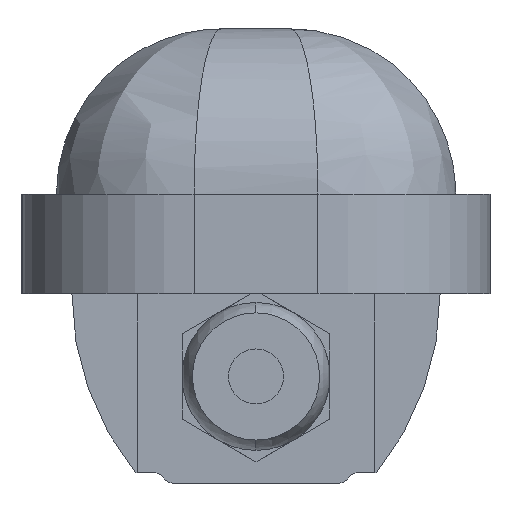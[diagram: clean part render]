
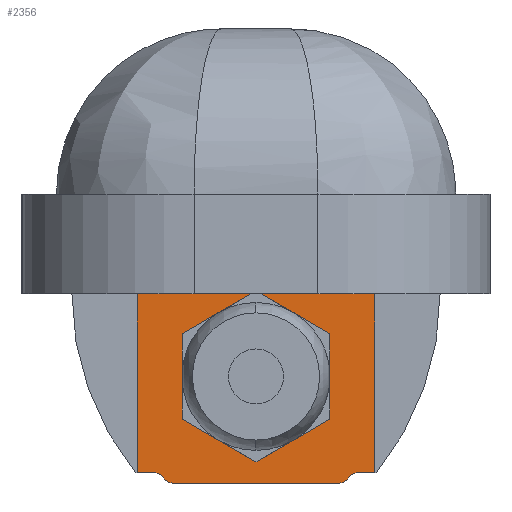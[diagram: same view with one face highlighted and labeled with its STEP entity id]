
A CAD part, left-side view. The second image highlights one B-rep face of the part: STEP entity #2356.
In plain terms, the highlighted planar face has unit normal (-1, 0, 0).
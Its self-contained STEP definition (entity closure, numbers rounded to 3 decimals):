
#23 = DIRECTION ( 'NONE',  ( -1., 0., 0. ) ) ;
#35 = CARTESIAN_POINT ( 'NONE',  ( -532., 10.75, -25.457 ) ) ;
#46 = DIRECTION ( 'NONE',  ( 0., -0.866, -0.5 ) ) ;
#52 = CARTESIAN_POINT ( 'NONE',  ( -532., 26.75, -7.25 ) ) ;
#101 = DIRECTION ( 'NONE',  ( 0., 1., 0. ) ) ;
#102 = EDGE_CURVE ( 'NONE', #2080, #573, #646, .T. ) ;
#117 = LINE ( 'NONE', #1081, #2476 ) ;
#158 = EDGE_LOOP ( 'NONE', ( #283, #1546, #2227, #1321, #635, #207 ) ) ;
#160 = VERTEX_POINT ( 'NONE', #2402 ) ;
#171 = CARTESIAN_POINT ( 'NONE',  ( -532., 17.25, 5.17 ) ) ;
#207 = ORIENTED_EDGE ( 'NONE', *, *, #302, .F. ) ;
#209 = EDGE_CURVE ( 'NONE', #573, #2031, #1276, .T. ) ;
#225 = CARTESIAN_POINT ( 'NONE',  ( -532., -12.152, -34.75 ) ) ;
#265 = CARTESIAN_POINT ( 'NONE',  ( -532., 14.75, -34.75 ) ) ;
#268 = EDGE_CURVE ( 'NONE', #2467, #1637, #681, .T. ) ;
#276 = DIRECTION ( 'NONE',  ( 0., 0., -1. ) ) ;
#281 = VECTOR ( 'NONE', #1300, 1000. ) ;
#283 = ORIENTED_EDGE ( 'NONE', *, *, #1453, .F. ) ;
#284 = LINE ( 'NONE', #2502, #1976 ) ;
#289 = ORIENTED_EDGE ( 'NONE', *, *, #209, .T. ) ;
#298 = FACE_BOUND ( 'NONE', #158, .T. ) ;
#302 = EDGE_CURVE ( 'NONE', #2324, #577, #1738, .T. ) ;
#305 = CARTESIAN_POINT ( 'NONE',  ( -532., 26.75, -33.25 ) ) ;
#307 = CARTESIAN_POINT ( 'NONE',  ( -532., 10.75, -13.043 ) ) ;
#309 = CARTESIAN_POINT ( 'NONE',  ( -532., 10., -7.25 ) ) ;
#315 = EDGE_CURVE ( 'NONE', #577, #1915, #2530, .T. ) ;
#320 = AXIS2_PLACEMENT_3D ( 'NONE', #2062, #2280, #276 ) ;
#411 = VECTOR ( 'NONE', #2295, 1000. ) ;
#501 = LINE ( 'NONE', #1503, #411 ) ;
#534 = CARTESIAN_POINT ( 'NONE',  ( -532., 12.152, -33.25 ) ) ;
#539 = AXIS2_PLACEMENT_3D ( 'NONE', #2250, #2165, #1058 ) ;
#565 = DIRECTION ( 'NONE',  ( 0., -0.866, 0.5 ) ) ;
#573 = VERTEX_POINT ( 'NONE', #309 ) ;
#577 = VERTEX_POINT ( 'NONE', #2418 ) ;
#605 = LINE ( 'NONE', #1107, #1433 ) ;
#628 = ORIENTED_EDGE ( 'NONE', *, *, #2277, .T. ) ;
#630 = DIRECTION ( 'NONE',  ( 0., 1., 0. ) ) ;
#635 = ORIENTED_EDGE ( 'NONE', *, *, #315, .F. ) ;
#646 = CIRCLE ( 'NONE', #2087, 14.5 ) ;
#658 = CARTESIAN_POINT ( 'NONE',  ( -532., 0., -6.837 ) ) ;
#681 = CIRCLE ( 'NONE', #1085, 1.5 ) ;
#685 = EDGE_CURVE ( 'NONE', #2057, #870, #605, .T. ) ;
#700 = VECTOR ( 'NONE', #1743, 1000. ) ;
#724 = VERTEX_POINT ( 'NONE', #930 ) ;
#746 = CARTESIAN_POINT ( 'NONE',  ( -532., -17.25, -7.25 ) ) ;
#749 = CARTESIAN_POINT ( 'NONE',  ( -532., 0., -31.663 ) ) ;
#834 = AXIS2_PLACEMENT_3D ( 'NONE', #2478, #881, #2465 ) ;
#840 = CARTESIAN_POINT ( 'NONE',  ( -532., 14.75, -33.25 ) ) ;
#842 = EDGE_CURVE ( 'NONE', #2467, #160, #1430, .T. ) ;
#862 = CARTESIAN_POINT ( 'NONE',  ( -532., -17.25, -33.25 ) ) ;
#870 = VERTEX_POINT ( 'NONE', #862 ) ;
#881 = DIRECTION ( 'NONE',  ( 1., 0., 0. ) ) ;
#884 = ORIENTED_EDGE ( 'NONE', *, *, #1561, .F. ) ;
#904 = LINE ( 'NONE', #171, #700 ) ;
#905 = DIRECTION ( 'NONE',  ( 0., -1., 0. ) ) ;
#909 = EDGE_CURVE ( 'NONE', #1637, #1308, #2177, .T. ) ;
#913 = DIRECTION ( 'NONE',  ( -1., 0., 0. ) ) ;
#918 = EDGE_CURVE ( 'NONE', #2203, #1109, #1474, .T. ) ;
#930 = CARTESIAN_POINT ( 'NONE',  ( -532., 0., -6.837 ) ) ;
#996 = CARTESIAN_POINT ( 'NONE',  ( -532., 12.152, -34.75 ) ) ;
#1012 = ORIENTED_EDGE ( 'NONE', *, *, #918, .T. ) ;
#1042 = LINE ( 'NONE', #52, #2390 ) ;
#1054 = DIRECTION ( 'NONE',  ( 1., 0., 0. ) ) ;
#1058 = DIRECTION ( 'NONE',  ( 0., 0., -1. ) ) ;
#1081 = CARTESIAN_POINT ( 'NONE',  ( -532., 13.25, -34.75 ) ) ;
#1085 = AXIS2_PLACEMENT_3D ( 'NONE', #265, #1054, #1838 ) ;
#1090 = LINE ( 'NONE', #305, #281 ) ;
#1107 = CARTESIAN_POINT ( 'NONE',  ( -532., -17.25, 5.17 ) ) ;
#1108 = ORIENTED_EDGE ( 'NONE', *, *, #2182, .T. ) ;
#1109 = VERTEX_POINT ( 'NONE', #1925 ) ;
#1133 = FACE_OUTER_BOUND ( 'NONE', #1821, .T. ) ;
#1156 = EDGE_CURVE ( 'NONE', #1915, #724, #501, .T. ) ;
#1169 = EDGE_CURVE ( 'NONE', #1180, #2483, #284, .T. ) ;
#1180 = VERTEX_POINT ( 'NONE', #307 ) ;
#1188 = EDGE_CURVE ( 'NONE', #2031, #160, #904, .T. ) ;
#1197 = VECTOR ( 'NONE', #1990, 1000. ) ;
#1239 = DIRECTION ( 'NONE',  ( 0., 0., 1. ) ) ;
#1245 = ORIENTED_EDGE ( 'NONE', *, *, #1188, .T. ) ;
#1276 = LINE ( 'NONE', #1478, #1663 ) ;
#1279 = PLANE ( 'NONE',  #834 ) ;
#1300 = DIRECTION ( 'NONE',  ( 0., 1., 0. ) ) ;
#1308 = VERTEX_POINT ( 'NONE', #996 ) ;
#1321 = ORIENTED_EDGE ( 'NONE', *, *, #1156, .F. ) ;
#1328 = CARTESIAN_POINT ( 'NONE',  ( -532., -10.75, -25.457 ) ) ;
#1405 = ORIENTED_EDGE ( 'NONE', *, *, #685, .F. ) ;
#1415 = EDGE_CURVE ( 'NONE', #724, #1180, #2377, .T. ) ;
#1430 = LINE ( 'NONE', #2438, #1722 ) ;
#1433 = VECTOR ( 'NONE', #1958, 1000. ) ;
#1453 = EDGE_CURVE ( 'NONE', #2483, #2324, #1804, .T. ) ;
#1474 = CIRCLE ( 'NONE', #320, 1.5 ) ;
#1478 = CARTESIAN_POINT ( 'NONE',  ( -532., 26.75, -7.25 ) ) ;
#1500 = DIRECTION ( 'NONE',  ( 0., 0., 1. ) ) ;
#1503 = CARTESIAN_POINT ( 'NONE',  ( -532., -10.75, -13.043 ) ) ;
#1510 = AXIS2_PLACEMENT_3D ( 'NONE', #534, #913, #2307 ) ;
#1546 = ORIENTED_EDGE ( 'NONE', *, *, #1169, .F. ) ;
#1560 = ORIENTED_EDGE ( 'NONE', *, *, #1754, .T. ) ;
#1561 = EDGE_CURVE ( 'NONE', #870, #1669, #1090, .T. ) ;
#1630 = DIRECTION ( 'NONE',  ( 0., 1., 0. ) ) ;
#1637 = VERTEX_POINT ( 'NONE', #1727 ) ;
#1641 = ORIENTED_EDGE ( 'NONE', *, *, #102, .T. ) ;
#1653 = CIRCLE ( 'NONE', #539, 1.5 ) ;
#1663 = VECTOR ( 'NONE', #101, 1000. ) ;
#1669 = VERTEX_POINT ( 'NONE', #2334 ) ;
#1670 = VECTOR ( 'NONE', #1500, 1000. ) ;
#1722 = VECTOR ( 'NONE', #630, 1000. ) ;
#1727 = CARTESIAN_POINT ( 'NONE',  ( -532., 13.451, -34. ) ) ;
#1738 = LINE ( 'NONE', #749, #1794 ) ;
#1743 = DIRECTION ( 'NONE',  ( 0., 0., -1. ) ) ;
#1754 = EDGE_CURVE ( 'NONE', #2057, #2080, #1042, .T. ) ;
#1794 = VECTOR ( 'NONE', #565, 1000. ) ;
#1804 = LINE ( 'NONE', #35, #1806 ) ;
#1806 = VECTOR ( 'NONE', #46, 1000. ) ;
#1821 = EDGE_LOOP ( 'NONE', ( #628, #1012, #1108, #884, #1405, #1560, #1641, #289, #1245, #2287, #2135, #1893 ) ) ;
#1838 = DIRECTION ( 'NONE',  ( 0., 0., -1. ) ) ;
#1893 = ORIENTED_EDGE ( 'NONE', *, *, #909, .T. ) ;
#1915 = VERTEX_POINT ( 'NONE', #2485 ) ;
#1925 = CARTESIAN_POINT ( 'NONE',  ( -532., -13.451, -34. ) ) ;
#1958 = DIRECTION ( 'NONE',  ( 0., 0., -1. ) ) ;
#1976 = VECTOR ( 'NONE', #2260, 1000. ) ;
#1990 = DIRECTION ( 'NONE',  ( 0., 0.866, -0.5 ) ) ;
#2031 = VERTEX_POINT ( 'NONE', #2528 ) ;
#2057 = VERTEX_POINT ( 'NONE', #746 ) ;
#2062 = CARTESIAN_POINT ( 'NONE',  ( -532., -12.152, -33.25 ) ) ;
#2080 = VERTEX_POINT ( 'NONE', #2290 ) ;
#2087 = AXIS2_PLACEMENT_3D ( 'NONE', #2223, #23, #1239 ) ;
#2089 = CARTESIAN_POINT ( 'NONE',  ( -532., 0., -31.663 ) ) ;
#2135 = ORIENTED_EDGE ( 'NONE', *, *, #268, .T. ) ;
#2165 = DIRECTION ( 'NONE',  ( 1., 0., 0. ) ) ;
#2177 = CIRCLE ( 'NONE', #1510, 1.5 ) ;
#2182 = EDGE_CURVE ( 'NONE', #1109, #1669, #1653, .T. ) ;
#2203 = VERTEX_POINT ( 'NONE', #225 ) ;
#2223 = CARTESIAN_POINT ( 'NONE',  ( -532., 0., -17.75 ) ) ;
#2227 = ORIENTED_EDGE ( 'NONE', *, *, #1415, .F. ) ;
#2250 = CARTESIAN_POINT ( 'NONE',  ( -532., -14.75, -34.75 ) ) ;
#2260 = DIRECTION ( 'NONE',  ( 0., 0., -1. ) ) ;
#2277 = EDGE_CURVE ( 'NONE', #1308, #2203, #117, .T. ) ;
#2280 = DIRECTION ( 'NONE',  ( -1., 0., 0. ) ) ;
#2287 = ORIENTED_EDGE ( 'NONE', *, *, #842, .F. ) ;
#2290 = CARTESIAN_POINT ( 'NONE',  ( -532., -10., -7.25 ) ) ;
#2295 = DIRECTION ( 'NONE',  ( 0., 0.866, 0.5 ) ) ;
#2307 = DIRECTION ( 'NONE',  ( 0., 0., -1. ) ) ;
#2324 = VERTEX_POINT ( 'NONE', #2089 ) ;
#2334 = CARTESIAN_POINT ( 'NONE',  ( -532., -14.75, -33.25 ) ) ;
#2356 = ADVANCED_FACE ( 'NONE', ( #1133, #298 ), #1279, .F. ) ;
#2377 = LINE ( 'NONE', #658, #1197 ) ;
#2390 = VECTOR ( 'NONE', #1630, 1000. ) ;
#2402 = CARTESIAN_POINT ( 'NONE',  ( -532., 17.25, -33.25 ) ) ;
#2418 = CARTESIAN_POINT ( 'NONE',  ( -532., -10.75, -25.457 ) ) ;
#2438 = CARTESIAN_POINT ( 'NONE',  ( -532., 26.75, -33.25 ) ) ;
#2441 = CARTESIAN_POINT ( 'NONE',  ( -532., 10.75, -25.457 ) ) ;
#2465 = DIRECTION ( 'NONE',  ( 0., 0., -1. ) ) ;
#2467 = VERTEX_POINT ( 'NONE', #840 ) ;
#2476 = VECTOR ( 'NONE', #905, 1000. ) ;
#2478 = CARTESIAN_POINT ( 'NONE',  ( -532., 26.75, -33.25 ) ) ;
#2483 = VERTEX_POINT ( 'NONE', #2441 ) ;
#2485 = CARTESIAN_POINT ( 'NONE',  ( -532., -10.75, -13.043 ) ) ;
#2502 = CARTESIAN_POINT ( 'NONE',  ( -532., 10.75, -13.043 ) ) ;
#2528 = CARTESIAN_POINT ( 'NONE',  ( -532., 17.25, -7.25 ) ) ;
#2530 = LINE ( 'NONE', #1328, #1670 ) ;
